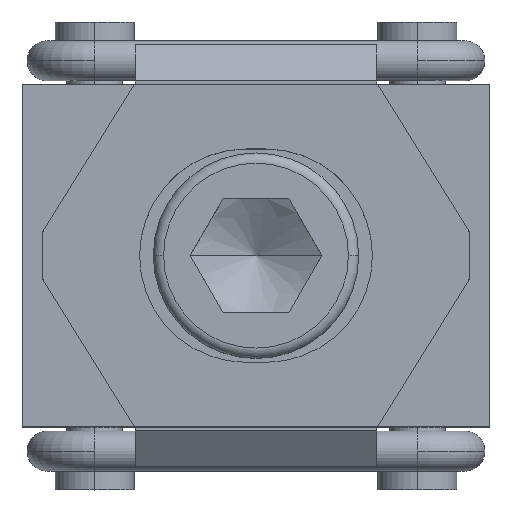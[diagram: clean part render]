
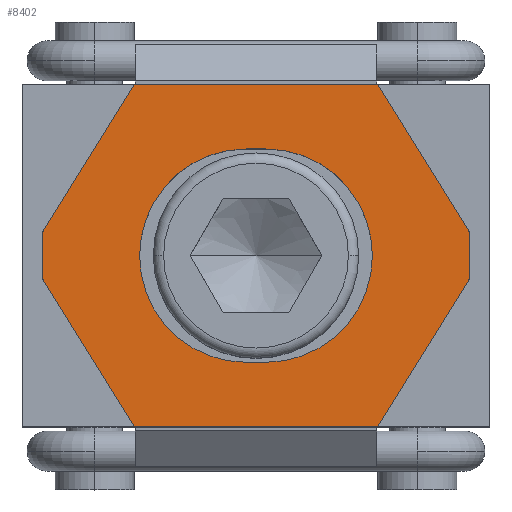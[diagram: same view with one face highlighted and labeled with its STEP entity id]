
A CAD part, top view. The second image highlights one B-rep face of the part: STEP entity #8402.
In plain terms, the highlighted planar face has unit normal (0, 0, 1).
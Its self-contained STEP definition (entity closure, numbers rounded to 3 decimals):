
#4434=VERTEX_POINT('',#11722);
#4532=VERTEX_POINT('',#11831);
#5078=EDGE_CURVE('',#6840,#6824,#12439,.T.);
#5432=EDGE_CURVE('',#10660,#8104,#12835,.T.);
#6084=VERTEX_POINT('',#13560);
#6262=EDGE_CURVE('',#6378,#4532,#13758,.T.);
#6378=VERTEX_POINT('',#13888);
#6394=EDGE_CURVE('',#8204,#8156,#13905,.T.);
#6434=VERTEX_POINT('',#13950);
#6558=EDGE_CURVE('',#8420,#8540,#14087,.T.);
#6574=EDGE_CURVE('',#6824,#10660,#14105,.T.);
#6588=EDGE_CURVE('',#8104,#8420,#14121,.T.);
#6824=VERTEX_POINT('',#14389);
#6840=VERTEX_POINT('',#14406);
#7838=EDGE_CURVE('',#6084,#6434,#15500,.T.);
#7922=VERTEX_POINT('',#15593);
#8104=VERTEX_POINT('',#15798);
#8156=VERTEX_POINT('',#15854);
#8204=VERTEX_POINT('',#15908);
#8402=ADVANCED_FACE('',(#16126,#16127),#16128,.T.);
#8420=VERTEX_POINT('',#16149);
#8496=EDGE_CURVE('',#8540,#6840,#16235,.T.);
#8540=VERTEX_POINT('',#16283);
#9644=EDGE_CURVE('',#7922,#6084,#17509,.T.);
#9690=EDGE_CURVE('',#4434,#7922,#17560,.T.);
#9766=EDGE_CURVE('',#4532,#4434,#17643,.T.);
#9912=EDGE_CURVE('',#8156,#6378,#17808,.T.);
#9994=EDGE_CURVE('',#6434,#8204,#17900,.T.);
#10660=VERTEX_POINT('',#18634);
#11722=CARTESIAN_POINT('',(-18.69,2.114,41.));
#11831=CARTESIAN_POINT('',(-10.666,15.0,41.0));
#12439=CIRCLE('',#20990,9.35);
#12835=CIRCLE('',#21506,9.35);
#13560=CARTESIAN_POINT('',(-10.666,-15.0,41.));
#13758=LINE('',#22711,#22712);
#13888=CARTESIAN_POINT('',(10.666,15.0,41.));
#13905=LINE('',#22912,#22913);
#13950=CARTESIAN_POINT('',(10.666,-15.0,41.0));
#14087=LINE('',#23160,#23161);
#14105=LINE('',#23185,#23186);
#14121=CIRCLE('',#23207,9.35);
#14389=CARTESIAN_POINT('',(-0.85,9.35,41.0));
#14406=CARTESIAN_POINT('',(-10.2,0.0,41.0));
#15500=LINE('',#25066,#25067);
#15593=CARTESIAN_POINT('',(-18.69,-2.114,41.));
#15798=CARTESIAN_POINT('',(10.2,0.,41.0));
#15854=CARTESIAN_POINT('',(18.69,2.114,41.));
#15908=CARTESIAN_POINT('',(18.69,-2.114,41.));
#16126=FACE_BOUND('',#25891,.T.);
#16127=FACE_OUTER_BOUND('',#25892,.T.);
#16128=PLANE('',#25893);
#16149=CARTESIAN_POINT('',(0.85,-9.35,41.0));
#16235=CIRCLE('',#26040,9.35);
#16283=CARTESIAN_POINT('',(-0.85,-9.35,41.0));
#17509=LINE('',#27751,#27752);
#17560=LINE('',#27817,#27818);
#17643=LINE('',#27927,#27928);
#17808=LINE('',#28138,#28139);
#17900=LINE('',#28260,#28261);
#18634=CARTESIAN_POINT('',(0.85,9.35,41.0));
#20990=AXIS2_PLACEMENT_3D('',#31481,#31482,#31483);
#21506=AXIS2_PLACEMENT_3D('',#32026,#32027,#32028);
#22711=CARTESIAN_POINT('',(0.,15.0,41.0));
#22712=VECTOR('',#33224,1000.0);
#22912=CARTESIAN_POINT('',(18.69,0.0,41.0));
#22913=VECTOR('',#33422,1000.0);
#23160=CARTESIAN_POINT('',(-0.85,-9.35,41.0));
#23161=VECTOR('',#33673,1000.0);
#23185=CARTESIAN_POINT('',(0.85,9.35,41.0));
#23186=VECTOR('',#33702,1000.0);
#23207=AXIS2_PLACEMENT_3D('',#33727,#33728,#33729);
#25066=CARTESIAN_POINT('',(0.,-15.0,41.0));
#25067=VECTOR('',#35460,1000.0);
#25891=EDGE_LOOP('',(#36336,#36337,#36338,#36339,#36340,#36341));
#25892=EDGE_LOOP('',(#36342,#36343,#36344,#36345,#36346,#36347,#36348,#36349));
#25893=AXIS2_PLACEMENT_3D('',#36350,#36351,#36352);
#26040=AXIS2_PLACEMENT_3D('',#36496,#36497,#36498);
#27751=CARTESIAN_POINT('',(-18.69,-2.114,41.0));
#27752=VECTOR('',#38167,1000.0);
#27817=CARTESIAN_POINT('',(-18.69,0.0,41.0));
#27818=VECTOR('',#38234,1000.0);
#27927=CARTESIAN_POINT('',(-10.666,15.0,41.0));
#27928=VECTOR('',#38353,1000.0);
#28138=CARTESIAN_POINT('',(18.69,2.114,41.0));
#28139=VECTOR('',#38579,1000.0);
#28260=CARTESIAN_POINT('',(10.666,-15.0,41.0));
#28261=VECTOR('',#38697,1000.0);
#31481=CARTESIAN_POINT('',(-0.85,0.0,41.0));
#31482=DIRECTION('',(0.0,0.0,-1.0));
#31483=DIRECTION('',(-1.0,0.0,0.0));
#32026=CARTESIAN_POINT('',(0.85,0.0,41.0));
#32027=DIRECTION('',(0.0,0.0,-1.0));
#32028=DIRECTION('',(-1.0,0.0,0.0));
#33224=DIRECTION('',(-1.0,0.0,0.0));
#33422=DIRECTION('',(0.0,1.0,0.0));
#33673=DIRECTION('',(-1.0,0.0,0.0));
#33702=DIRECTION('',(1.0,0.0,0.0));
#33727=CARTESIAN_POINT('',(0.85,0.0,41.0));
#33728=DIRECTION('',(0.0,0.0,-1.0));
#33729=DIRECTION('',(-1.0,0.0,0.0));
#35460=DIRECTION('',(1.0,0.0,0.0));
#36336=ORIENTED_EDGE('',*,*,#6574,.T.);
#36337=ORIENTED_EDGE('',*,*,#5432,.T.);
#36338=ORIENTED_EDGE('',*,*,#6588,.T.);
#36339=ORIENTED_EDGE('',*,*,#6558,.T.);
#36340=ORIENTED_EDGE('',*,*,#8496,.T.);
#36341=ORIENTED_EDGE('',*,*,#5078,.T.);
#36342=ORIENTED_EDGE('',*,*,#9994,.T.);
#36343=ORIENTED_EDGE('',*,*,#6394,.T.);
#36344=ORIENTED_EDGE('',*,*,#9912,.T.);
#36345=ORIENTED_EDGE('',*,*,#6262,.T.);
#36346=ORIENTED_EDGE('',*,*,#9766,.T.);
#36347=ORIENTED_EDGE('',*,*,#9690,.T.);
#36348=ORIENTED_EDGE('',*,*,#9644,.T.);
#36349=ORIENTED_EDGE('',*,*,#7838,.T.);
#36350=CARTESIAN_POINT('',(0.,0.0,41.0));
#36351=DIRECTION('',(0.0,0.0,1.0));
#36352=DIRECTION('',(1.0,0.0,0.0));
#36496=CARTESIAN_POINT('',(-0.85,0.0,41.0));
#36497=DIRECTION('',(0.0,0.0,-1.0));
#36498=DIRECTION('',(-1.0,0.0,0.0));
#38167=DIRECTION('',(0.529,-0.849,0.0));
#38234=DIRECTION('',(0.0,-1.0,0.0));
#38353=DIRECTION('',(-0.529,-0.849,0.0));
#38579=DIRECTION('',(-0.529,0.849,0.0));
#38697=DIRECTION('',(0.529,0.849,0.0));
